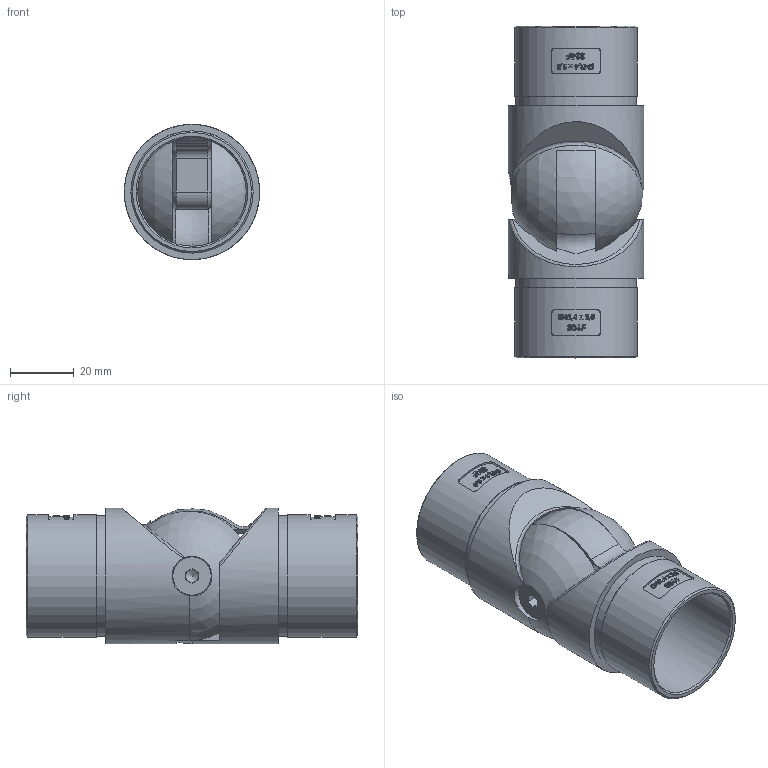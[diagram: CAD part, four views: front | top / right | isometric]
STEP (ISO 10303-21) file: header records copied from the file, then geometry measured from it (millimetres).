
FILE_DESCRIPTION (( 'STEP AP203' ), '1' );
FILE_NAME ('56255-320.STEP', '2021-07-20T07:19:40', ( '' ), ( '' ), 'SwSTEP 2.0', 'SolidWorks 2018', '' );
FILE_SCHEMA (( 'CONFIG_CONTROL_DESIGN' ));
Length unit declared in the file: millimetre
Products named in the file (8): 56255-320-XX Teil1; DIN-7991 M3-M10_DIN7991 M6x25; 56255-320-XX Teil1_56255-320 Teil1; 56255-320-XX Teil2_56255-320 Teil2; 56255-320; 56255-320-XX Teil2; DIN-7991 M3-M10
Assembly tree (4 placements, depth 2):
  56255-320
    56255-320-XX Teil1_56255-320 Teil1
    56255-320-XX Teil2_56255-320 Teil2
    DIN-7991 M3-M10_DIN7991 M6x25
  56255-320-XX Teil2
  DIN-7991 M3-M10
  56255-320
    56255-320-XX Teil1
Bounding box: 42.4 x 104 x 42.4 mm (x, y, z)
Volume: 44858.5 mm3; surface area: 30681.8 mm2
Topology: 3 solids, 3 shells, 713 faces, 1911 edges, 1263 vertices
Faces by surface type: bspline 306, plane 272, cylinder 95, cone 22, sphere 11, torus 7
Full cylindrical faces by diameter (mm): 5 x1, 6 x1, 6.5 x1, 12 x1, 12.5 x1, 34 x2, 37.9 x2, 38.3 x2, 42.4 x2
Entity records: 41679 total; most frequent: CARTESIAN_POINT 25742, ORIENTED_EDGE 3726, DIRECTION 2133, EDGE_CURVE 1863, VERTEX_POINT 1242, B_SPLINE_CURVE_WITH_KNOTS 879, EDGE_LOOP 809, AXIS2_PLACEMENT_3D 766
